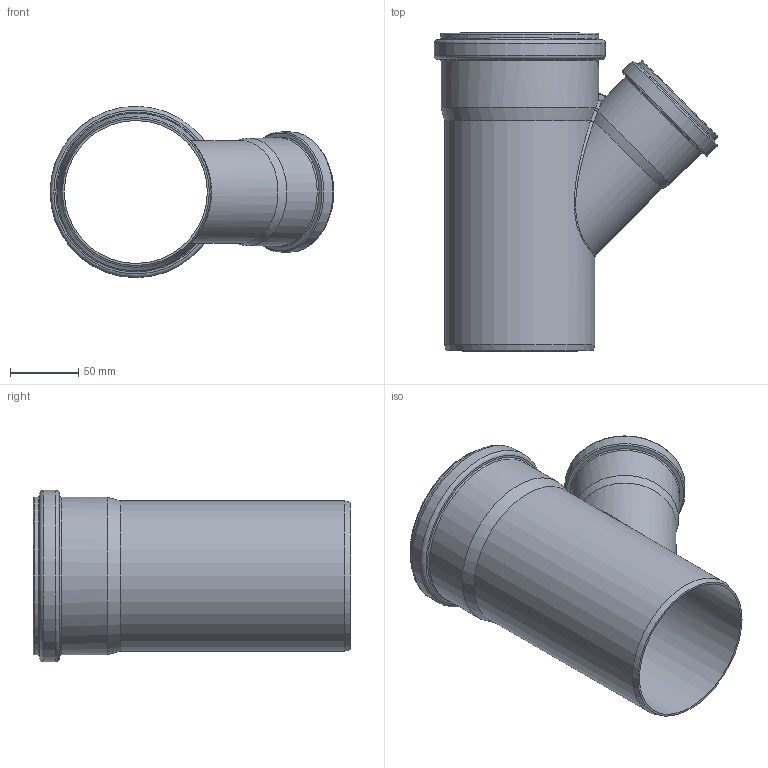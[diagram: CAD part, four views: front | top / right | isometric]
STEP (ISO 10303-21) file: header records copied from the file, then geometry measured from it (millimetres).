
FILE_DESCRIPTION(/* description */ (''),/* implementation_level */ '2;1');
FILE_NAME(/* name */ '175210 HTsafeEA DN_OD 110_75_45°.stp',/* time_stamp */ '2017-03-13T11:58:43+01:00',/* author */ ('user1'),/* organization */ (''),/* preprocessor_version */ 'ST-DEVELOPER v16.1',/* originating_system */ 'Autodesk Inventor 2016',/* authorisation */ '');
FILE_SCHEMA (('AUTOMOTIVE_DESIGN { 1 0 10303 214 3 1 1 }'));
Length unit declared in the file: millimetre
Products named in the file (1): 175210 HTsafeEA DN_OD 110_75_45°
Bounding box: 207.63 x 232.5 x 125.4 mm (x, y, z)
Volume: 243495.7 mm3; surface area: 204125 mm2
Topology: 1 solids, 1 shells, 68 faces, 159 edges, 94 vertices
Faces by surface type: cylinder 20, torus 20, cone 13, plane 8, bspline 7
Full cylindrical faces by diameter (mm): 75.4 x1, 75.7 x2, 78.8 x1, 79.1 x1, 84.5 x1, 87.9 x1, 104.6 x1, 110 x1, 110.4 x1, 110.7 x2, 115.2 x1, 115.5 x1, 120.6 x1, 125.4 x1
Entity records: 2425 total; most frequent: CARTESIAN_POINT 1131, DIRECTION 246, ORIENTED_EDGE 214, EDGE_LOOP 120, AXIS2_PLACEMENT_3D 119, EDGE_CURVE 107, VERTEX_POINT 89, FACE_OUTER_BOUND 68
